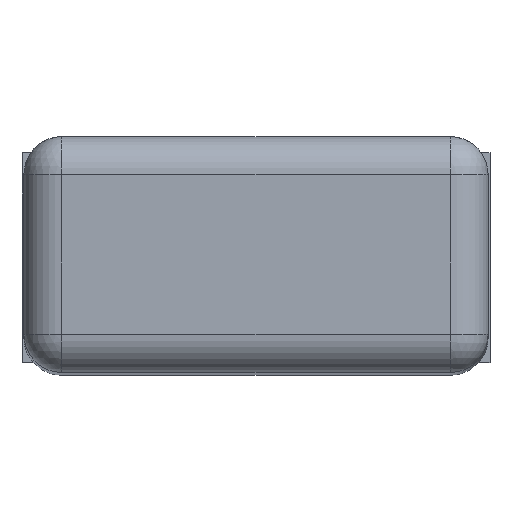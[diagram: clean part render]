
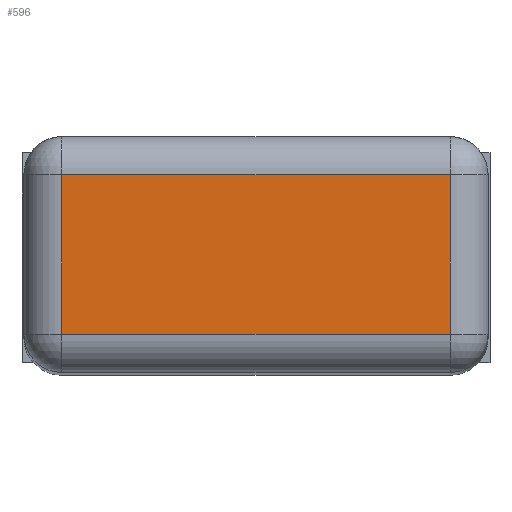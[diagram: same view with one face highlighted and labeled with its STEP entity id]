
A CAD part, top view. The second image highlights one B-rep face of the part: STEP entity #596.
In plain terms, the highlighted planar face has unit normal (0, 0, 1).
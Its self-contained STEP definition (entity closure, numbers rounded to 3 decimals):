
#37 = LINE ( 'NONE', #45, #360 ) ;
#45 = CARTESIAN_POINT ( 'NONE',  ( 0., 2.1, 47. ) ) ;
#87 = CARTESIAN_POINT ( 'NONE',  ( 0., 0., 47. ) ) ;
#125 = DIRECTION ( 'NONE',  ( -1., 0., 0. ) ) ;
#131 = CARTESIAN_POINT ( 'NONE',  ( -5.1, 0., 47. ) ) ;
#147 = LINE ( 'NONE', #618, #622 ) ;
#172 = VERTEX_POINT ( 'NONE', #978 ) ;
#200 = CARTESIAN_POINT ( 'NONE',  ( 5.1, 2.1, 47. ) ) ;
#353 = VERTEX_POINT ( 'NONE', #200 ) ;
#360 = VECTOR ( 'NONE', #125, 1000. ) ;
#383 = EDGE_CURVE ( 'NONE', #1015, #941, #402, .T. ) ;
#402 = LINE ( 'NONE', #131, #748 ) ;
#422 = EDGE_CURVE ( 'NONE', #353, #1015, #37, .T. ) ;
#461 = DIRECTION ( 'NONE',  ( 0., 1., 0. ) ) ;
#472 = ORIENTED_EDGE ( 'NONE', *, *, #1017, .T. ) ;
#558 = ORIENTED_EDGE ( 'NONE', *, *, #963, .T. ) ;
#567 = ORIENTED_EDGE ( 'NONE', *, *, #383, .T. ) ;
#580 = VECTOR ( 'NONE', #461, 1000. ) ;
#596 = ADVANCED_FACE ( 'NONE', ( #850 ), #918, .F. ) ;
#610 = LINE ( 'NONE', #639, #580 ) ;
#618 = CARTESIAN_POINT ( 'NONE',  ( 0., -2.1, 47. ) ) ;
#622 = VECTOR ( 'NONE', #1052, 1000. ) ;
#639 = CARTESIAN_POINT ( 'NONE',  ( 5.1, 0., 47. ) ) ;
#645 = ORIENTED_EDGE ( 'NONE', *, *, #422, .T. ) ;
#748 = VECTOR ( 'NONE', #805, 1000. ) ;
#754 = DIRECTION ( 'NONE',  ( -1., 0., 0. ) ) ;
#805 = DIRECTION ( 'NONE',  ( 0., -1., 0. ) ) ;
#850 = FACE_OUTER_BOUND ( 'NONE', #929, .T. ) ;
#882 = CARTESIAN_POINT ( 'NONE',  ( -5.1, 2.1, 47. ) ) ;
#918 = PLANE ( 'NONE',  #1003 ) ;
#929 = EDGE_LOOP ( 'NONE', ( #558, #645, #567, #472 ) ) ;
#941 = VERTEX_POINT ( 'NONE', #1049 ) ;
#963 = EDGE_CURVE ( 'NONE', #172, #353, #610, .T. ) ;
#978 = CARTESIAN_POINT ( 'NONE',  ( 5.1, -2.1, 47. ) ) ;
#1001 = DIRECTION ( 'NONE',  ( 0., 0., -1. ) ) ;
#1003 = AXIS2_PLACEMENT_3D ( 'NONE', #87, #1001, #754 ) ;
#1015 = VERTEX_POINT ( 'NONE', #882 ) ;
#1017 = EDGE_CURVE ( 'NONE', #941, #172, #147, .T. ) ;
#1049 = CARTESIAN_POINT ( 'NONE',  ( -5.1, -2.1, 47. ) ) ;
#1052 = DIRECTION ( 'NONE',  ( 1., 0., 0. ) ) ;
